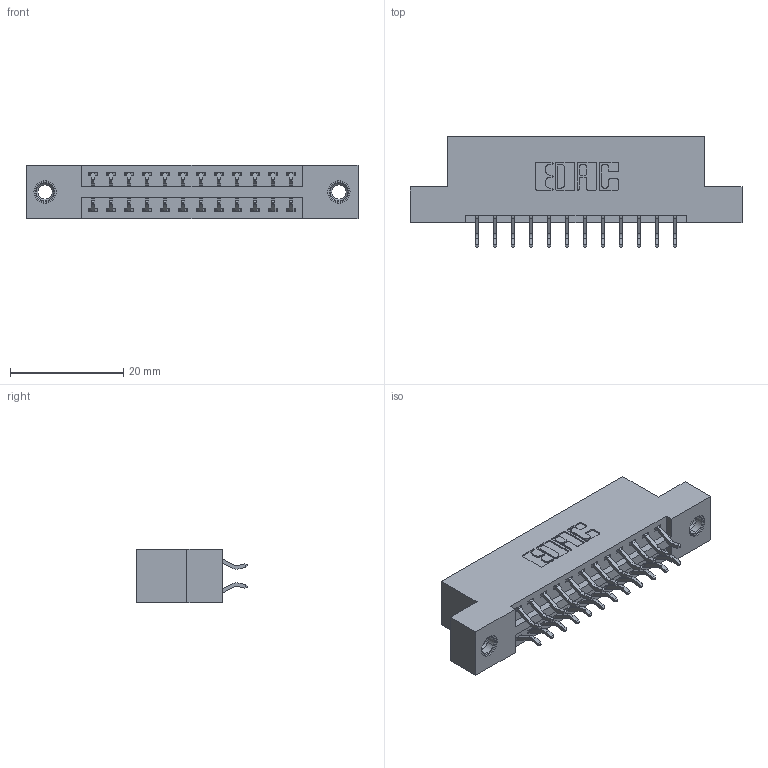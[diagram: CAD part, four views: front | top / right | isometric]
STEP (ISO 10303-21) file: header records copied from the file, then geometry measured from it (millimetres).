
FILE_DESCRIPTION (( 'STEP AP203' ), '1' );
FILE_NAME ('396-024-556-207.STEP', '2019-10-30T04:25:56', ( '' ), ( '' ), 'SwSTEP 2.0', 'SolidWorks 2016', '' );
FILE_SCHEMA (( 'CONFIG_CONTROL_DESIGN' ));
Length unit declared in the file: inch
Products named in the file (4): 345-292-001_556 Tail; 396-024-556-207; 345-250-001_345-250-005-103; 346 Part_Flush Mounting Lugs - 0.156 Dia-TI
Assembly tree (27 placements, depth 2):
  396-024-556-207
    346 Part_Flush Mounting Lugs - 0.156 Dia-TI
    345-292-001_556 Tail  x24
    345-250-001_345-250-005-103  x2
Bounding box: 58.67 x 19.57 x 9.4 mm (x, y, z)
Volume: 5474 mm3; surface area: 7064.3 mm2
Topology: 27 solids, 27 shells, 1574 faces, 4617 edges, 3038 vertices
Faces by surface type: plane 1044, cylinder 514, cone 12, torus 4
Entity records: 13276 total; most frequent: CARTESIAN_POINT 2227, ORIENTED_EDGE 2142, DIRECTION 2029, EDGE_CURVE 1071, VECTOR 863, LINE 863, VERTEX_POINT 708, AXIS2_PLACEMENT_3D 583
